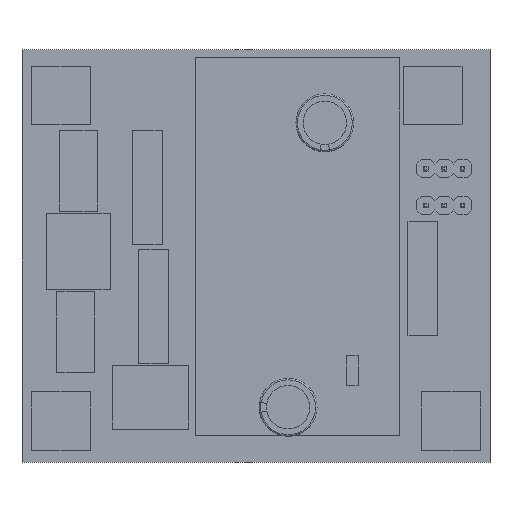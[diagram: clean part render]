
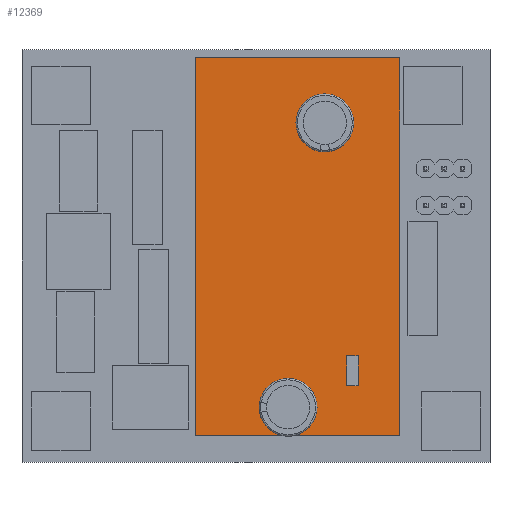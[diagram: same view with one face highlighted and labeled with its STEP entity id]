
A CAD part, top view. The second image highlights one B-rep face of the part: STEP entity #12369.
In plain terms, the highlighted planar face has unit normal (0, 0, 1).
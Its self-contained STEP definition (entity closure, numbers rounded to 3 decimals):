
#756=PLANE('',#13356);
#1348=FACE_OUTER_BOUND('',#2114,.T.);
#2114=EDGE_LOOP('',(#11055,#11056,#11057,#11058));
#3719=LINE('',#19708,#5132);
#3720=LINE('',#19710,#5133);
#3721=LINE('',#19712,#5134);
#3722=LINE('',#19713,#5135);
#5132=VECTOR('',#16171,10.);
#5133=VECTOR('',#16172,10.);
#5134=VECTOR('',#16173,10.);
#5135=VECTOR('',#16174,10.);
#6340=VERTEX_POINT('',#19706);
#6341=VERTEX_POINT('',#19707);
#6342=VERTEX_POINT('',#19709);
#6343=VERTEX_POINT('',#19711);
#7945=EDGE_CURVE('',#6340,#6341,#3719,.T.);
#7946=EDGE_CURVE('',#6341,#6342,#3720,.T.);
#7947=EDGE_CURVE('',#6342,#6343,#3721,.T.);
#7948=EDGE_CURVE('',#6343,#6340,#3722,.T.);
#11055=ORIENTED_EDGE('',*,*,#7945,.T.);
#11056=ORIENTED_EDGE('',*,*,#7946,.T.);
#11057=ORIENTED_EDGE('',*,*,#7947,.T.);
#11058=ORIENTED_EDGE('',*,*,#7948,.T.);
#12369=ADVANCED_FACE('',(#1348),#756,.T.);
#13356=AXIS2_PLACEMENT_3D('',#19705,#16169,#16170);
#16169=DIRECTION('center_axis',(0.,0.,1.));
#16170=DIRECTION('ref_axis',(1.,0.,0.));
#16171=DIRECTION('',(0.,1.,0.));
#16172=DIRECTION('',(-1.,0.,0.));
#16173=DIRECTION('',(0.,-1.,0.));
#16174=DIRECTION('',(1.,0.,0.));
#19705=CARTESIAN_POINT('Origin',(-7.,-1.193,0.1));
#19706=CARTESIAN_POINT('',(19.127,-15.327,0.1));
#19707=CARTESIAN_POINT('',(19.127,12.941,0.1));
#19708=CARTESIAN_POINT('',(19.127,-1.193,0.1));
#19709=CARTESIAN_POINT('',(-33.127,12.941,0.1));
#19710=CARTESIAN_POINT('',(-7.,12.941,0.1));
#19711=CARTESIAN_POINT('',(-33.127,-15.327,0.1));
#19712=CARTESIAN_POINT('',(-33.127,-1.193,0.1));
#19713=CARTESIAN_POINT('',(-7.,-15.327,0.1));
